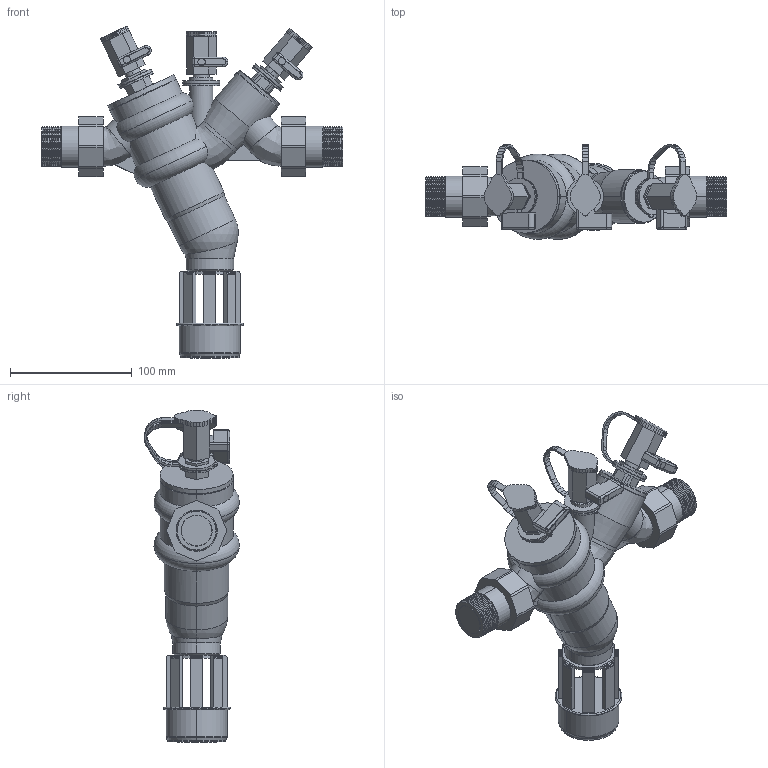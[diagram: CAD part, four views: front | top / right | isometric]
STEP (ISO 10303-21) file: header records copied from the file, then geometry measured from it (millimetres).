
FILE_DESCRIPTION(('no description'),'unknown implementation level');
FILE_NAME('Honeywell 06-2016_BA295S-1A_3D.stp',' ',('pit-cup GmbH'),('ccLab - KiM Gmbh - www.kimweb.de'),'unknown preprocess','ACIS','unknown authorization');
FILE_SCHEMA(('automotive_design'));
Length unit declared in the file: millimetre
Products named in the file (19): 1; 2; 3; 4; 5; 6; 7; 8; 9; 10; 11; 12; 13; 14; 15; 16; 17; 18; 19
Bounding box: 247.4 x 77.53 x 272.25 mm (x, y, z)
Volume: 784625.2 mm3; surface area: 143663.3 mm2
Topology: 19 solids, 19 shells, 918 faces, 2421 edges, 1569 vertices
Faces by surface type: plane 634, cylinder 130, cone 108, torus 24, sphere 16, bspline 6
Entity records: 71666 total; most frequent: CARTESIAN_POINT 21197, STYLED_ITEM 4909, PRESENTATION_STYLE_ASSIGNMENT 4909, COLOUR_RGB 4909, ORIENTED_EDGE 4822, DIRECTION 4666, EDGE_CURVE 2411, CURVE_STYLE 2411
